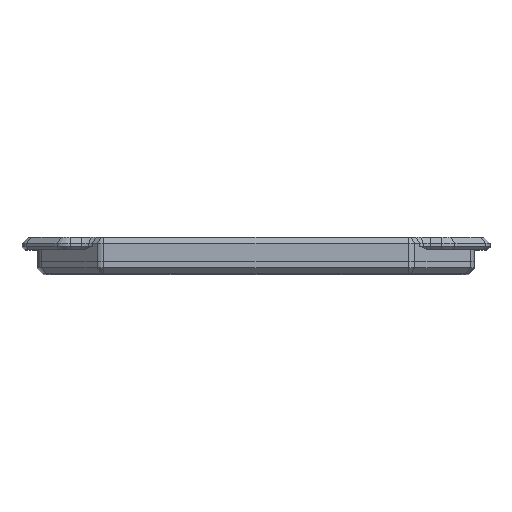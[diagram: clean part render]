
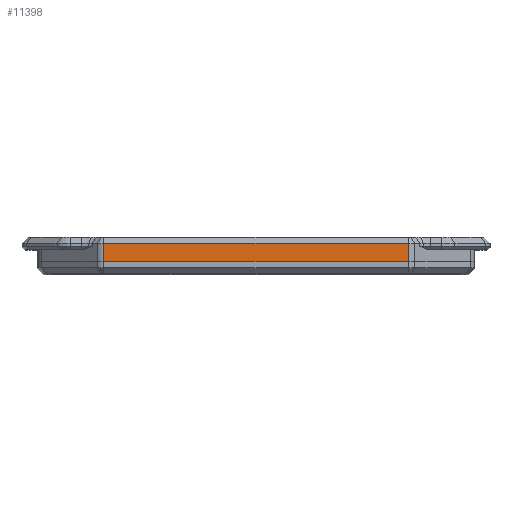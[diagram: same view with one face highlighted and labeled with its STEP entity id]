
A CAD part, top view. The second image highlights one B-rep face of the part: STEP entity #11398.
In plain terms, the highlighted planar face has unit normal (0, 0, 1).
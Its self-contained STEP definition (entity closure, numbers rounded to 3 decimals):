
#1406=LINE('',#22221,#2363);
#1445=LINE('',#22424,#2402);
#1446=LINE('',#22427,#2403);
#1447=LINE('',#22428,#2404);
#2363=VECTOR('',#14533,10.);
#2402=VECTOR('',#14648,10.);
#2403=VECTOR('',#14651,10.);
#2404=VECTOR('',#14652,10.);
#2791=PLANE('',#12309);
#3355=FACE_OUTER_BOUND('',#4074,.T.);
#4074=EDGE_LOOP('',(#9895,#9896,#9897,#9898));
#5365=VERTEX_POINT('',#22218);
#5366=VERTEX_POINT('',#22220);
#5437=VERTEX_POINT('',#22422);
#5438=VERTEX_POINT('',#22426);
#6877=EDGE_CURVE('',#5365,#5366,#1406,.T.);
#6957=EDGE_CURVE('',#5437,#5365,#1445,.T.);
#6958=EDGE_CURVE('',#5438,#5437,#1446,.T.);
#6959=EDGE_CURVE('',#5366,#5438,#1447,.T.);
#9895=ORIENTED_EDGE('',*,*,#6877,.F.);
#9896=ORIENTED_EDGE('',*,*,#6957,.F.);
#9897=ORIENTED_EDGE('',*,*,#6958,.F.);
#9898=ORIENTED_EDGE('',*,*,#6959,.F.);
#11398=ADVANCED_FACE('',(#3355),#2791,.T.);
#12309=AXIS2_PLACEMENT_3D('',#22425,#14649,#14650);
#14533=DIRECTION('',(-1.,0.,0.));
#14648=DIRECTION('',(0.,-1.,0.));
#14649=DIRECTION('center_axis',(0.,0.,1.));
#14650=DIRECTION('ref_axis',(1.,0.,0.));
#14651=DIRECTION('',(1.,0.,0.));
#14652=DIRECTION('',(0.,1.,0.));
#22218=CARTESIAN_POINT('',(157.685,-156.23,99.35));
#22220=CARTESIAN_POINT('',(137.749,-156.23,99.35));
#22221=CARTESIAN_POINT('',(154.832,-156.23,99.35));
#22422=CARTESIAN_POINT('',(157.685,-155.03,99.35));
#22424=CARTESIAN_POINT('',(157.685,-156.63,99.35));
#22425=CARTESIAN_POINT('Origin',(161.947,-156.63,99.35));
#22426=CARTESIAN_POINT('',(137.749,-155.03,99.35));
#22427=CARTESIAN_POINT('',(154.832,-155.03,99.35));
#22428=CARTESIAN_POINT('',(137.749,-156.63,99.35));
